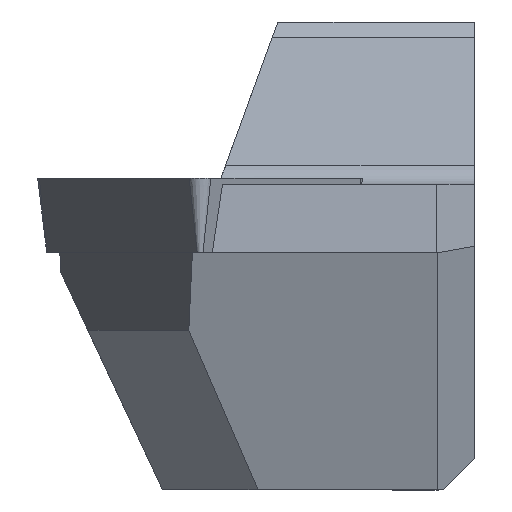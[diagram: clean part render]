
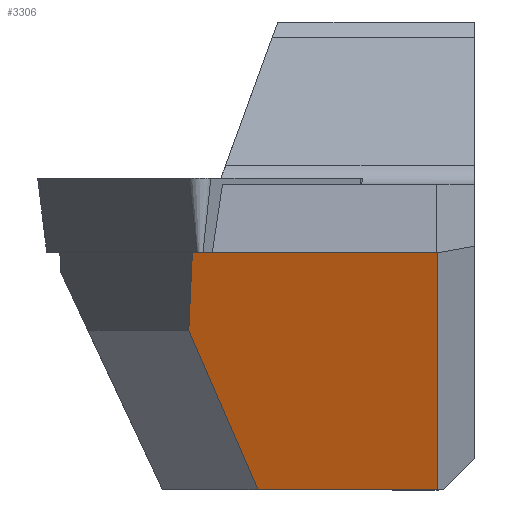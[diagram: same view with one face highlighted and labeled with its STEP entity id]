
A CAD part, left-side view. The second image highlights one B-rep face of the part: STEP entity #3306.
In plain terms, the highlighted planar face has unit normal (-0.936, -0.082, -0.342).
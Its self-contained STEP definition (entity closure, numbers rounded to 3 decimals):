
#3 = CARTESIAN_POINT ( 'NONE',  ( 1.495, 1.205, -2.38 ) ) ;
#24 = CARTESIAN_POINT ( 'NONE',  ( 4.279, 6.395, -11.242 ) ) ;
#68 = DIRECTION ( 'NONE',  ( -0.343, 0., 0.939 ) ) ;
#194 = ORIENTED_EDGE ( 'NONE', *, *, #3456, .F. ) ;
#220 = EDGE_CURVE ( 'NONE', #3764, #2221, #737, .T. ) ;
#254 = VECTOR ( 'NONE', #3738, 1000. ) ;
#289 = VECTOR ( 'NONE', #412, 1000. ) ;
#307 = VERTEX_POINT ( 'NONE', #995 ) ;
#317 = CARTESIAN_POINT ( 'NONE',  ( -2.535, 79.087, -10. ) ) ;
#355 = CARTESIAN_POINT ( 'NONE',  ( -2.535, 79.087, -10. ) ) ;
#388 = CARTESIAN_POINT ( 'NONE',  ( -6.138, 8.838, 16.684 ) ) ;
#408 = VERTEX_POINT ( 'NONE', #3 ) ;
#412 = DIRECTION ( 'NONE',  ( -0.339, -0.044, 0.94 ) ) ;
#490 = EDGE_CURVE ( 'NONE', #4099, #408, #3896, .T. ) ;
#737 = LINE ( 'NONE', #3653, #289 ) ;
#804 = AXIS2_PLACEMENT_3D ( 'NONE', #355, #1037, #68 ) ;
#827 = VECTOR ( 'NONE', #1264, 1000. ) ;
#876 = VECTOR ( 'NONE', #2620, 1000. ) ;
#995 = CARTESIAN_POINT ( 'NONE',  ( 3.778, 6.934, -10. ) ) ;
#1037 = DIRECTION ( 'NONE',  ( -0.936, -0.082, -0.342 ) ) ;
#1060 = VECTOR ( 'NONE', #3958, 1000. ) ;
#1102 = VERTEX_POINT ( 'NONE', #2064 ) ;
#1264 = DIRECTION ( 'NONE',  ( -0.347, 0.373, 0.86 ) ) ;
#1270 = CARTESIAN_POINT ( 'NONE',  ( -5.298, 78.845, -2.38 ) ) ;
#1420 = CARTESIAN_POINT ( 'NONE',  ( 0.81, 9.039, -2.38 ) ) ;
#1489 = EDGE_CURVE ( 'NONE', #3392, #1102, #4112, .T. ) ;
#1860 = ORIENTED_EDGE ( 'NONE', *, *, #3016, .T. ) ;
#1930 = DIRECTION ( 'NONE',  ( 0.087, -0.996, 0. ) ) ;
#2021 = CARTESIAN_POINT ( 'NONE',  ( 1.713, 9.155, -4.88 ) ) ;
#2064 = CARTESIAN_POINT ( 'NONE',  ( 1.502, 1.198, -2.397 ) ) ;
#2167 = CARTESIAN_POINT ( 'NONE',  ( 0.865, 8.4, -2.38 ) ) ;
#2185 = ORIENTED_EDGE ( 'NONE', *, *, #1489, .T. ) ;
#2221 = VERTEX_POINT ( 'NONE', #1420 ) ;
#2281 = FACE_OUTER_BOUND ( 'NONE', #3637, .T. ) ;
#2284 = PLANE ( 'NONE',  #804 ) ;
#2363 = DIRECTION ( 'NONE',  ( 0.087, -0.996, 0. ) ) ;
#2383 = ORIENTED_EDGE ( 'NONE', *, *, #3002, .F. ) ;
#2479 = VECTOR ( 'NONE', #1930, 1000. ) ;
#2620 = DIRECTION ( 'NONE',  ( 0.087, -0.996, 0. ) ) ;
#2633 = CARTESIAN_POINT ( 'NONE',  ( 4.28, 1.198, -10. ) ) ;
#2836 = CARTESIAN_POINT ( 'NONE',  ( 3.477, 1.198, -7.804 ) ) ;
#2958 = LINE ( 'NONE', #4013, #3921 ) ;
#3002 = EDGE_CURVE ( 'NONE', #307, #3764, #3618, .T. ) ;
#3016 = EDGE_CURVE ( 'NONE', #307, #3392, #3829, .T. ) ;
#3062 = LINE ( 'NONE', #388, #1060 ) ;
#3306 = ADVANCED_FACE ( 'NONE', ( #2281 ), #2284, .T. ) ;
#3392 = VERTEX_POINT ( 'NONE', #2633 ) ;
#3456 = EDGE_CURVE ( 'NONE', #2221, #4099, #2958, .T. ) ;
#3491 = ORIENTED_EDGE ( 'NONE', *, *, #490, .F. ) ;
#3499 = ORIENTED_EDGE ( 'NONE', *, *, #3762, .T. ) ;
#3618 = LINE ( 'NONE', #24, #827 ) ;
#3637 = EDGE_LOOP ( 'NONE', ( #2185, #3499, #3491, #194, #4124, #2383, #1860 ) ) ;
#3653 = CARTESIAN_POINT ( 'NONE',  ( 7.859, 9.943, -21.891 ) ) ;
#3738 = DIRECTION ( 'NONE',  ( -0.343, 0., 0.939 ) ) ;
#3762 = EDGE_CURVE ( 'NONE', #1102, #408, #3062, .T. ) ;
#3764 = VERTEX_POINT ( 'NONE', #2021 ) ;
#3829 = LINE ( 'NONE', #317, #876 ) ;
#3896 = LINE ( 'NONE', #1270, #2479 ) ;
#3921 = VECTOR ( 'NONE', #2363, 1000. ) ;
#3958 = DIRECTION ( 'NONE',  ( -0.348, 0.348, 0.87 ) ) ;
#4013 = CARTESIAN_POINT ( 'NONE',  ( -5.298, 78.845, -2.38 ) ) ;
#4099 = VERTEX_POINT ( 'NONE', #2167 ) ;
#4112 = LINE ( 'NONE', #2836, #254 ) ;
#4124 = ORIENTED_EDGE ( 'NONE', *, *, #220, .F. ) ;
